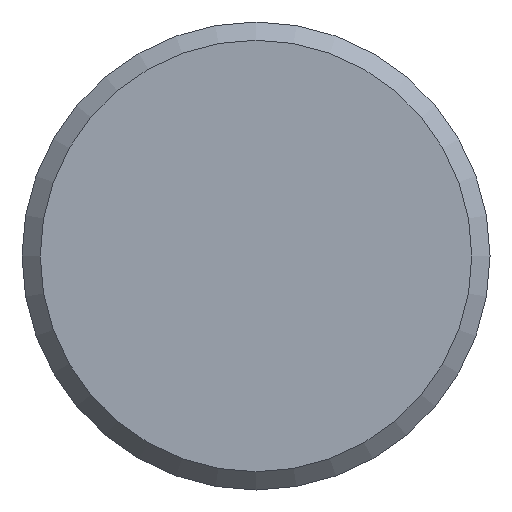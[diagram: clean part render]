
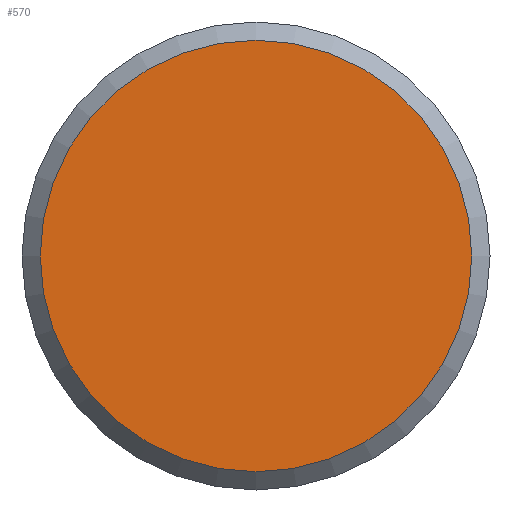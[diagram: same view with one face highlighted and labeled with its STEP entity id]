
A CAD part, front view. The second image highlights one B-rep face of the part: STEP entity #570.
In plain terms, the highlighted planar face has unit normal (0, -1, 0).
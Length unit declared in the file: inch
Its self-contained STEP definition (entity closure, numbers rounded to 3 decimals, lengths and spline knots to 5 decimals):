
#11 = VERTEX_POINT ( 'NONE', #280 ) ;
#21 = AXIS2_PLACEMENT_3D ( 'NONE', #57, #467, #1040 ) ;
#52 = FACE_OUTER_BOUND ( 'NONE', #581, .T. ) ;
#57 = CARTESIAN_POINT ( 'NONE',  ( 0., -1.6354, 0. ) ) ;
#280 = CARTESIAN_POINT ( 'NONE',  ( 0., -1.6354, -0.32675 ) ) ;
#370 = DIRECTION ( 'NONE',  ( 0., 0., -1. ) ) ;
#459 = CIRCLE ( 'NONE', #21, 0.32675 ) ;
#467 = DIRECTION ( 'NONE',  ( 0., -1., 0. ) ) ;
#474 = DIRECTION ( 'NONE',  ( 0., -1., 0. ) ) ;
#516 = AXIS2_PLACEMENT_3D ( 'NONE', #1057, #474, #370 ) ;
#570 = ADVANCED_FACE ( 'NONE', ( #52 ), #1170, .T. ) ;
#581 = EDGE_LOOP ( 'NONE', ( #1043 ) ) ;
#1040 = DIRECTION ( 'NONE',  ( 0., 0., -1. ) ) ;
#1043 = ORIENTED_EDGE ( 'NONE', *, *, #1168, .T. ) ;
#1057 = CARTESIAN_POINT ( 'NONE',  ( 0., -1.6354, 0. ) ) ;
#1168 = EDGE_CURVE ( 'NONE', #11, #11, #459, .T. ) ;
#1170 = PLANE ( 'NONE',  #516 ) ;
